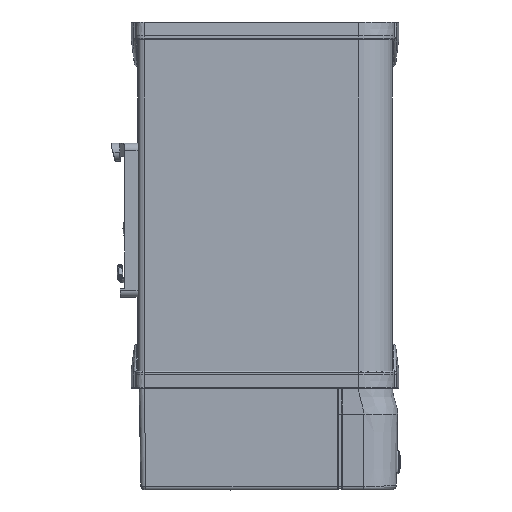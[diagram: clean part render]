
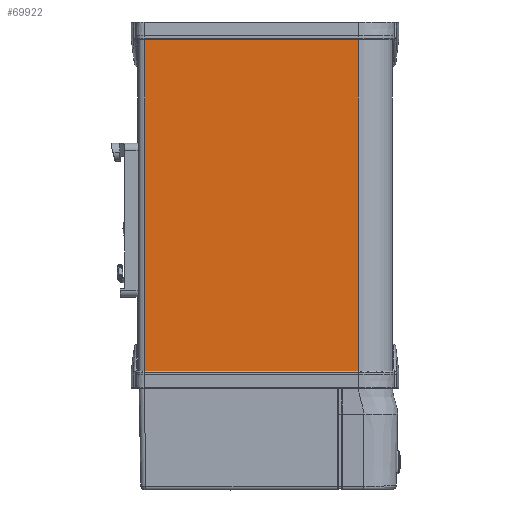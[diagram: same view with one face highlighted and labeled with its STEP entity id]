
A CAD part, left-side view. The second image highlights one B-rep face of the part: STEP entity #69922.
In plain terms, the highlighted face is planar.
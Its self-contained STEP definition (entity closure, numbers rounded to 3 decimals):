
#68560=DIRECTION('',(0.,0.,-1.));
#68561=VECTOR('',#68560,100.);
#68562=CARTESIAN_POINT('',(129.989,-27.508,
0.));
#68563=LINE('',#68562,#68561);
#68582=DIRECTION('',(0.,1.,0.));
#68583=VECTOR('',#68582,63.);
#68584=CARTESIAN_POINT('',(129.989,-27.508,
0.));
#68585=LINE('',#68584,#68583);
#68589=DIRECTION('',(0.,-1.,0.));
#68590=VECTOR('',#68589,63.);
#68591=CARTESIAN_POINT('',(129.989,35.492,-100.));
#68592=LINE('',#68591,#68590);
#68619=DIRECTION('',(0.,0.,1.));
#68620=VECTOR('',#68619,100.);
#68621=CARTESIAN_POINT('',(129.989,35.492,-100.));
#68622=LINE('',#68621,#68620);
#69385=CARTESIAN_POINT('',(129.989,-27.508,0.));
#69386=VERTEX_POINT('',#69385);
#69387=CARTESIAN_POINT('',(129.989,-27.508,-100.));
#69388=VERTEX_POINT('',#69387);
#69389=CARTESIAN_POINT('',(129.989,35.492,
0.));
#69390=VERTEX_POINT('',#69389);
#69391=CARTESIAN_POINT('',(129.989,35.492,-100.));
#69392=VERTEX_POINT('',#69391);
#69908=CARTESIAN_POINT('',(129.989,-27.508,
0.));
#69909=DIRECTION('',(1.,0.,0.));
#69910=DIRECTION('',(0.,1.,0.));
#69911=AXIS2_PLACEMENT_3D('',#69908,#69909,#69910);
#69912=PLANE('',#69911);
#69913=ORIENTED_EDGE('',*,*,#69893,.F.);
#69915=ORIENTED_EDGE('',*,*,#69914,.T.);
#69917=ORIENTED_EDGE('',*,*,#69916,.F.);
#69919=ORIENTED_EDGE('',*,*,#69918,.T.);
#69920=EDGE_LOOP('',(#69913,#69915,#69917,#69919));
#69921=FACE_OUTER_BOUND('',#69920,.F.);
#69893=EDGE_CURVE('',#69386,#69388,#68563,.T.);
#69914=EDGE_CURVE('',#69386,#69390,#68585,.T.);
#69916=EDGE_CURVE('',#69392,#69390,#68622,.T.);
#69918=EDGE_CURVE('',#69392,#69388,#68592,.T.);
#69922=ADVANCED_FACE('',(#69921),#69912,.T.);
